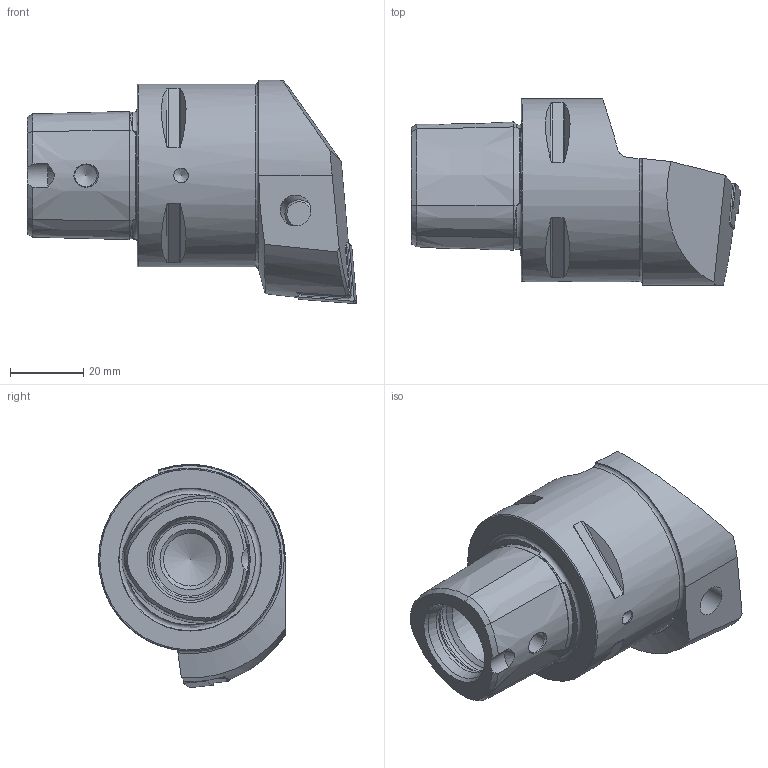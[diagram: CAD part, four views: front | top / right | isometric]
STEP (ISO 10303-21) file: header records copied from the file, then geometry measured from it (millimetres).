
FILE_DESCRIPTION (( 'STEP AP214' ), '1' );
FILE_NAME ('PS5.PCE.RLA.060.STEP', '2020-11-20T13:14:13', ( '' ), ( '' ), 'SwSTEP 2.0', 'SolidWorks 2017', '' );
FILE_SCHEMA (( 'AUTOMOTIVE_DESIGN' ));
Length unit declared in the file: millimetre
Products named in the file (8): PS5-PCE.RLA.060_A; WCE-ER3.101.000_A; CNMG160604; KVT_MB_600_060; WCE-ER1.101.000; PS5.PCE.RLA.060; WCE-ER2.101.004_A; WCE-ER4.101.020_A
Assembly tree (7 placements, depth 2):
  PS5.PCE.RLA.060
    PS5-PCE.RLA.060_A
    WCE-ER2.101.004_A
    CNMG160604
    KVT_MB_600_060
    WCE-ER4.101.020_A
    WCE-ER3.101.000_A
    WCE-ER1.101.000
Bounding box: 90 x 51 x 61 mm (x, y, z)
Volume: 101557 mm3; surface area: 23568.1 mm2
Topology: 8 solids, 8 shells, 257 faces, 630 edges, 389 vertices
Faces by surface type: plane 93, cone 75, cylinder 55, torus 20, bspline 13, sphere 1
Full cylindrical faces by diameter (mm): 3.55 x1, 4 x1, 5 x3, 6 x4, 6.1 x2, 6.35 x1, 6.4 x1, 7 x1, 7.9 x2, 8 x1, 8.05 x1, 8.4 x1, 14.5 x1, 21 x2, 24 x1, 50 x1
Entity records: 8425 total; most frequent: CARTESIAN_POINT 2621, ORIENTED_EDGE 1082, DIRECTION 1080, EDGE_CURVE 541, AXIS2_PLACEMENT_3D 432, VERTEX_POINT 370, EDGE_LOOP 339, FACE_OUTER_BOUND 286
